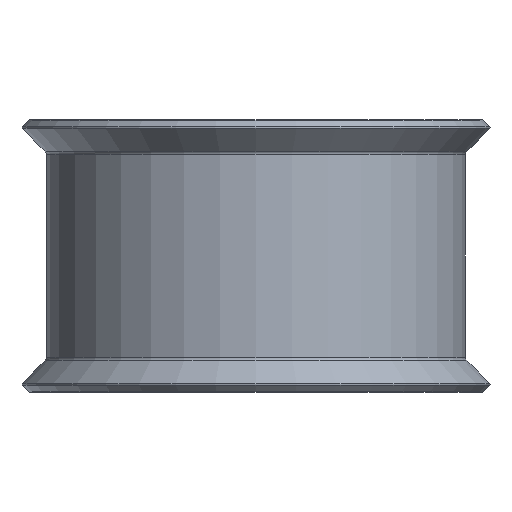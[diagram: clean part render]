
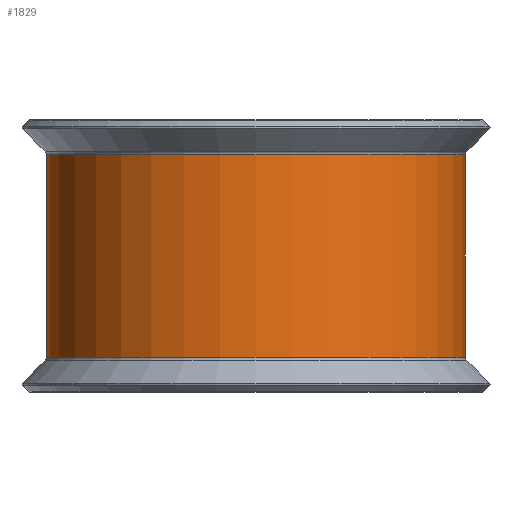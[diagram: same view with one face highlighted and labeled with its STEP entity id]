
A CAD part, front view. The second image highlights one B-rep face of the part: STEP entity #1829.
In plain terms, the highlighted cylindrical face has radius 10.947 mm (diameter 21.895 mm), a partial arc.
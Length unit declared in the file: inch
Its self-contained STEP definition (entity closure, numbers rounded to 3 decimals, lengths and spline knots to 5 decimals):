
#39 = CARTESIAN_POINT ( 'NONE',  ( 0.406, -0.381, -0.20822 ) ) ;
#120 = CARTESIAN_POINT ( 'NONE',  ( -0.025, -0.812, 0.281 ) ) ;
#244 = LINE ( 'NONE', #2487, #1459 ) ;
#253 = DIRECTION ( 'NONE',  ( -1., 0., 0. ) ) ;
#284 = LINE ( 'NONE', #120, #2060 ) ;
#309 = DIRECTION ( 'NONE',  ( 0., 0., -1. ) ) ;
#443 = VERTEX_POINT ( 'NONE', #2450 ) ;
#848 = ORIENTED_EDGE ( 'NONE', *, *, #850, .T. ) ;
#850 = EDGE_CURVE ( 'NONE', #1339, #1388, #284, .T. ) ;
#918 = VERTEX_POINT ( 'NONE', #39 ) ;
#933 = CARTESIAN_POINT ( 'NONE',  ( 0.406, -0.812, 0.20822 ) ) ;
#987 = EDGE_CURVE ( 'NONE', #443, #918, #244, .T. ) ;
#1116 = AXIS2_PLACEMENT_3D ( 'NONE', #1926, #2904, #253 ) ;
#1175 = DIRECTION ( 'NONE',  ( -1., 0., 0. ) ) ;
#1256 = CARTESIAN_POINT ( 'NONE',  ( 0.406, -0.812, -0.20822 ) ) ;
#1262 = CIRCLE ( 'NONE', #2182, 0.431 ) ;
#1319 = ORIENTED_EDGE ( 'NONE', *, *, #987, .F. ) ;
#1339 = VERTEX_POINT ( 'NONE', #1719 ) ;
#1388 = VERTEX_POINT ( 'NONE', #2996 ) ;
#1459 = VECTOR ( 'NONE', #309, 39.37008 ) ;
#1512 = DIRECTION ( 'NONE',  ( -1., 0., 0. ) ) ;
#1719 = CARTESIAN_POINT ( 'NONE',  ( -0.025, -0.812, 0.20822 ) ) ;
#1802 = DIRECTION ( 'NONE',  ( 0., 0., -1. ) ) ;
#1829 = ADVANCED_FACE ( 'NONE', ( #2171 ), #2749, .T. ) ;
#1906 = ORIENTED_EDGE ( 'NONE', *, *, #2327, .F. ) ;
#1926 = CARTESIAN_POINT ( 'NONE',  ( 0.406, -0.812, 0.281 ) ) ;
#2060 = VECTOR ( 'NONE', #1802, 39.37008 ) ;
#2171 = FACE_OUTER_BOUND ( 'NONE', #2893, .T. ) ;
#2182 = AXIS2_PLACEMENT_3D ( 'NONE', #933, #2613, #1175 ) ;
#2271 = EDGE_CURVE ( 'NONE', #443, #1339, #1262, .T. ) ;
#2279 = ORIENTED_EDGE ( 'NONE', *, *, #2271, .T. ) ;
#2320 = CIRCLE ( 'NONE', #2348, 0.431 ) ;
#2327 = EDGE_CURVE ( 'NONE', #918, #1388, #2320, .T. ) ;
#2348 = AXIS2_PLACEMENT_3D ( 'NONE', #1256, #2947, #1512 ) ;
#2450 = CARTESIAN_POINT ( 'NONE',  ( 0.406, -0.381, 0.20822 ) ) ;
#2487 = CARTESIAN_POINT ( 'NONE',  ( 0.406, -0.381, 0.281 ) ) ;
#2613 = DIRECTION ( 'NONE',  ( 0., 0., -1. ) ) ;
#2749 = CYLINDRICAL_SURFACE ( 'NONE', #1116, 0.431 ) ;
#2893 = EDGE_LOOP ( 'NONE', ( #848, #1906, #1319, #2279 ) ) ;
#2904 = DIRECTION ( 'NONE',  ( 0., 0., -1. ) ) ;
#2947 = DIRECTION ( 'NONE',  ( 0., 0., -1. ) ) ;
#2996 = CARTESIAN_POINT ( 'NONE',  ( -0.025, -0.812, -0.20822 ) ) ;
